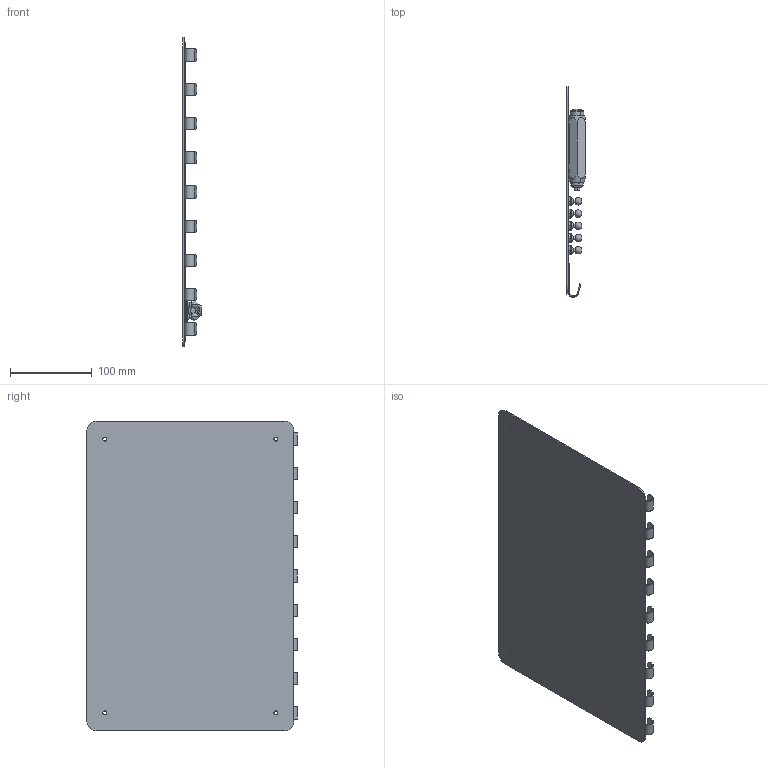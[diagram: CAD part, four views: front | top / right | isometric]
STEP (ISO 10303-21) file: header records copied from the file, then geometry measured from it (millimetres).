
FILE_DESCRIPTION(('Creo Elements/Direct Modeling STEP Export'),'2;1');
FILE_NAME('2431-380.stp','2022-05-04T 9:07:57',(''),(''),'Creo Elements/Direct Modeling STEP processor for AP214 (Solid Model)','Creo Elements/Direct Modeling 20.0 12-Nov-2016 (C) Parametric Technology GmbH','');
FILE_SCHEMA(('AUTOMOTIVE_DESIGN { 1 0 10303 214 1 1 1 1 }'));
Length unit declared in the file: millimetre
Products named in the file (13): Haken.1; FE-9185.1.1; Tafel; Tafel_gesamt; Magnet; Magnet.3.1; Magnete_gesamt; Kreide; Kreidehalter; Kreidehalter_gesamt; Kreide_gesamt; FE-10307
Assembly tree (20 placements, depth 4):
  FE-10307
    Kreide_gesamt
      Kreidehalter_gesamt
        Kreidehalter
        Magnet
      Kreide
    Magnete_gesamt
      Magnet.3.1  x5
      Magnet  x5
    Tafel_gesamt
      Tafel
      FE-9185.1.1
        Haken.1
Bounding box: 22.5 x 257.99 x 380 mm (x, y, z)
Volume: 204597.5 mm3; surface area: 245408 mm2
Topology: 15 solids, 15 shells, 284 faces, 748 edges, 475 vertices
Faces by surface type: cylinder 109, plane 100, cone 31, sphere 22, torus 22
Entity records: 8872 total; most frequent: CARTESIAN_POINT 3597, ORIENTED_EDGE 1068, DIRECTION 1009, EDGE_CURVE 534, AXIS2_PLACEMENT_3D 355, VERTEX_POINT 355, VECTOR 299, LINE 299
